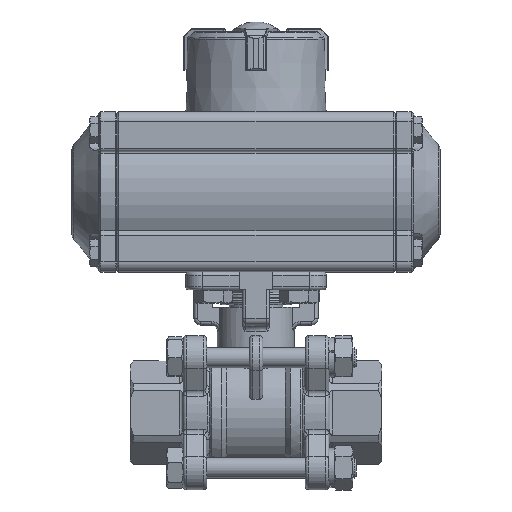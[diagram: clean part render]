
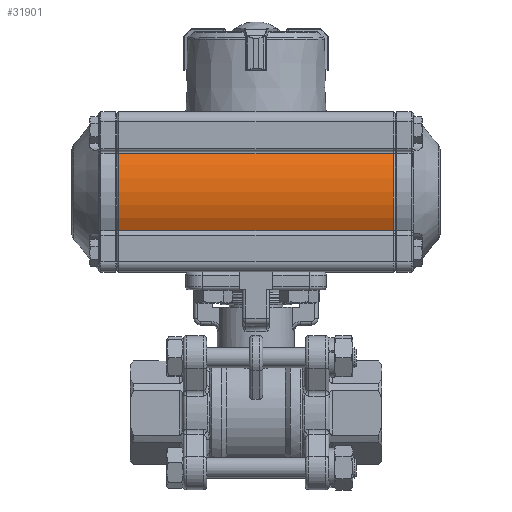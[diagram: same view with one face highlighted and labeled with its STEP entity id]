
A CAD part, top view. The second image highlights one B-rep face of the part: STEP entity #31901.
In plain terms, the highlighted cylindrical face has radius 23.7 mm (diameter 47.4 mm), a partial arc.
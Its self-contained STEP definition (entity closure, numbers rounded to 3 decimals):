
#2327=LINE('',#66307,#3861);
#2330=LINE('',#66314,#3864);
#3861=VECTOR('',#39063,1000.);
#3864=VECTOR('',#39070,1000.);
#10453=ORIENTED_EDGE('',*,*,#15516,.F.);
#10454=ORIENTED_EDGE('',*,*,#15708,.T.);
#10455=ORIENTED_EDGE('',*,*,#15520,.T.);
#10456=ORIENTED_EDGE('',*,*,#15490,.T.);
#15490=EDGE_CURVE('',#18492,#18487,#19966,.T.);
#15516=EDGE_CURVE('',#18526,#18487,#2327,.T.);
#15520=EDGE_CURVE('',#18527,#18492,#2330,.T.);
#15708=EDGE_CURVE('',#18526,#18527,#20047,.T.);
#18487=VERTEX_POINT('',#66214);
#18492=VERTEX_POINT('',#66225);
#18526=VERTEX_POINT('',#66306);
#18527=VERTEX_POINT('',#66311);
#19966=CIRCLE('',#33995,23.7);
#20047=CIRCLE('',#34145,23.7);
#21683=EDGE_LOOP('',(#10453,#10454,#10455,#10456));
#23568=FACE_BOUND('',#21683,.T.);
#24515=CYLINDRICAL_SURFACE('',#34144,23.7);
#31901=ADVANCED_FACE('',(#23568),#24515,.T.);
#33995=AXIS2_PLACEMENT_3D('',#66224,#38969,#38970);
#34144=AXIS2_PLACEMENT_3D('',#66933,#39359,#39360);
#34145=AXIS2_PLACEMENT_3D('',#66934,#39361,#39362);
#38969=DIRECTION('',(0.,0.,1.));
#38970=DIRECTION('',(1.,0.,0.));
#39063=DIRECTION('',(0.,0.,-1.));
#39070=DIRECTION('',(0.,0.,-1.));
#39359=DIRECTION('',(0.,0.,-1.));
#39360=DIRECTION('',(-1.,0.,0.));
#39361=DIRECTION('',(0.,0.,-1.));
#39362=DIRECTION('',(1.,0.,0.));
#66214=CARTESIAN_POINT('',(20.693,11.554,-40.9));
#66224=CARTESIAN_POINT('',(0.,0.,-40.9));
#66225=CARTESIAN_POINT('',(20.693,-11.554,-40.9));
#66306=CARTESIAN_POINT('',(20.693,11.554,40.9));
#66307=CARTESIAN_POINT('',(20.693,11.554,41.5));
#66311=CARTESIAN_POINT('',(20.693,-11.554,40.9));
#66314=CARTESIAN_POINT('',(20.693,-11.554,41.5));
#66933=CARTESIAN_POINT('',(0.,0.,41.5));
#66934=CARTESIAN_POINT('',(0.,0.,40.9));
